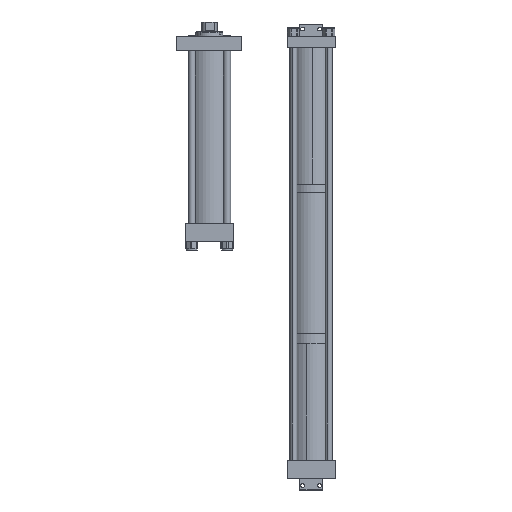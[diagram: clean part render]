
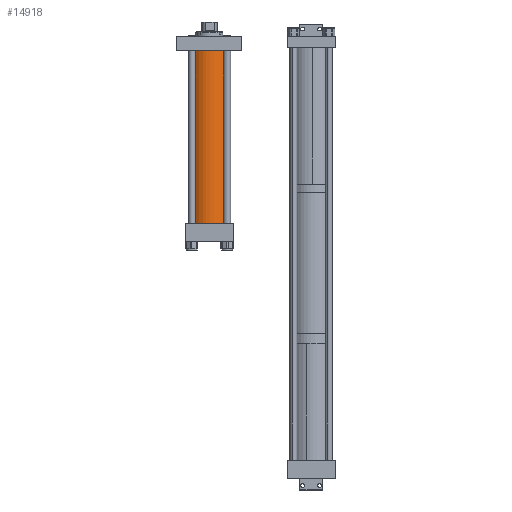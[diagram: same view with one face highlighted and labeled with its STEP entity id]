
A CAD part, front view. The second image highlights one B-rep face of the part: STEP entity #14918.
In plain terms, the highlighted cylindrical face has radius 47.625 mm (diameter 95.25 mm), a partial arc.
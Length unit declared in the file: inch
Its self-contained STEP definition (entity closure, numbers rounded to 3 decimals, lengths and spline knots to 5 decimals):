
#998 = EDGE_CURVE ( 'NONE', #3313, #8426, #12679, .T. ) ;
#1312 = DIRECTION ( 'NONE',  ( 0., 0., -1. ) ) ;
#1454 = CIRCLE ( 'NONE', #3523, 1.875 ) ;
#1463 = DIRECTION ( 'NONE',  ( -1., 0., 0. ) ) ;
#1528 = EDGE_LOOP ( 'NONE', ( #13355, #8689, #7379, #9715 ) ) ;
#1572 = DIRECTION ( 'NONE',  ( 0., 0., -1. ) ) ;
#1626 = VERTEX_POINT ( 'NONE', #8082 ) ;
#1749 = LINE ( 'NONE', #4006, #7638 ) ;
#1900 = DIRECTION ( 'NONE',  ( 1., 0., 0. ) ) ;
#2595 = FACE_OUTER_BOUND ( 'NONE', #1528, .T. ) ;
#2993 = VECTOR ( 'NONE', #1572, 39.37008 ) ;
#3216 = CARTESIAN_POINT ( 'NONE',  ( -1.875, 0., 15.312 ) ) ;
#3313 = VERTEX_POINT ( 'NONE', #5027 ) ;
#3330 = CARTESIAN_POINT ( 'NONE',  ( 0., 0., 15.312 ) ) ;
#3523 = AXIS2_PLACEMENT_3D ( 'NONE', #3330, #10514, #12770 ) ;
#4006 = CARTESIAN_POINT ( 'NONE',  ( -1.875, 0., 15.312 ) ) ;
#4312 = DIRECTION ( 'NONE',  ( 0., 0., 1. ) ) ;
#5027 = CARTESIAN_POINT ( 'NONE',  ( 1.875, 0., 15.312 ) ) ;
#5298 = VERTEX_POINT ( 'NONE', #3216 ) ;
#5971 = EDGE_CURVE ( 'NONE', #1626, #8426, #9836, .T. ) ;
#6523 = EDGE_CURVE ( 'NONE', #5298, #1626, #1749, .T. ) ;
#7379 = ORIENTED_EDGE ( 'NONE', *, *, #6523, .T. ) ;
#7564 = DIRECTION ( 'NONE',  ( 0., 0., -1. ) ) ;
#7638 = VECTOR ( 'NONE', #7564, 39.37008 ) ;
#7917 = CARTESIAN_POINT ( 'NONE',  ( 0., 0., 0. ) ) ;
#8082 = CARTESIAN_POINT ( 'NONE',  ( -1.875, 0., 0. ) ) ;
#8395 = CARTESIAN_POINT ( 'NONE',  ( 0., 0., 15.312 ) ) ;
#8426 = VERTEX_POINT ( 'NONE', #10093 ) ;
#8569 = AXIS2_PLACEMENT_3D ( 'NONE', #8395, #1312, #1463 ) ;
#8689 = ORIENTED_EDGE ( 'NONE', *, *, #10834, .F. ) ;
#9715 = ORIENTED_EDGE ( 'NONE', *, *, #5971, .T. ) ;
#9836 = CIRCLE ( 'NONE', #11569, 1.875 ) ;
#9918 = CARTESIAN_POINT ( 'NONE',  ( 1.875, 0., 15.312 ) ) ;
#10093 = CARTESIAN_POINT ( 'NONE',  ( 1.875, 0., 0. ) ) ;
#10514 = DIRECTION ( 'NONE',  ( 0., 0., 1. ) ) ;
#10834 = EDGE_CURVE ( 'NONE', #5298, #3313, #1454, .T. ) ;
#11569 = AXIS2_PLACEMENT_3D ( 'NONE', #7917, #4312, #1900 ) ;
#12679 = LINE ( 'NONE', #9918, #2993 ) ;
#12770 = DIRECTION ( 'NONE',  ( 1., 0., 0. ) ) ;
#13198 = CYLINDRICAL_SURFACE ( 'NONE', #8569, 1.875 ) ;
#13355 = ORIENTED_EDGE ( 'NONE', *, *, #998, .F. ) ;
#14918 = ADVANCED_FACE ( 'NONE', ( #2595 ), #13198, .T. ) ;
